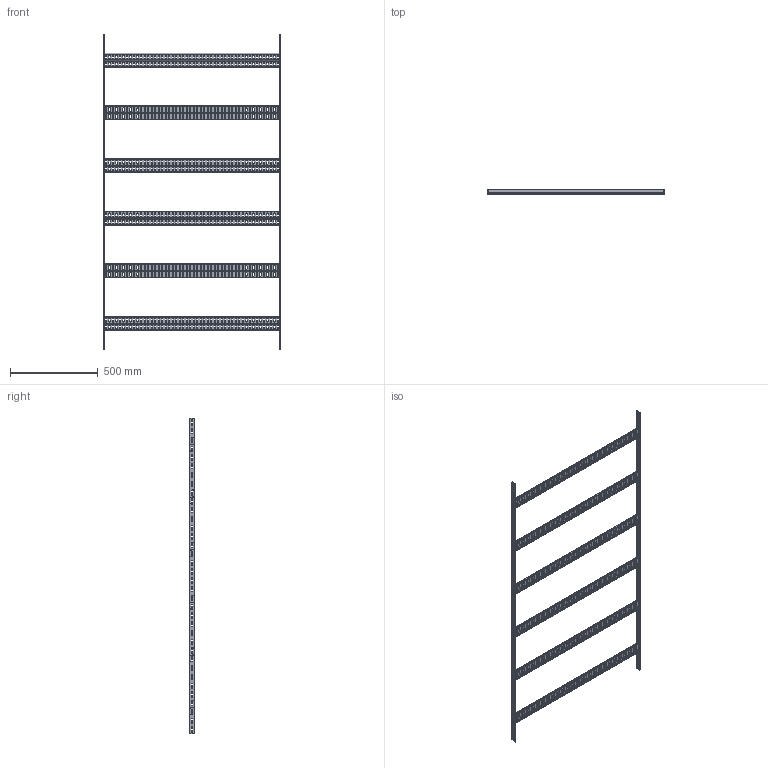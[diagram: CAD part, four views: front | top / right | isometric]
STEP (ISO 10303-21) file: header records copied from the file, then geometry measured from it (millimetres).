
FILE_DESCRIPTION((''),'2;1');
FILE_NAME('403011_ASM','2018-11-07T15:15:36',('tomasz.grudniewski'),(''),'CREO PARAMETRIC BY PTC INC, 2018260','CREO PARAMETRIC BY PTC INC, 2018260','');
FILE_SCHEMA(('CONFIG_CONTROL_DESIGN'));
Length unit declared in the file: millimetre
Products named in the file (3): DOZ_H30_2_3M_PRT; DOCZ_H30_1_1000_PRT; 403011_ASM
Assembly tree (8 placements, depth 2):
  403011_ASM
    DOZ_H30_2_3M_PRT  x2
    DOCZ_H30_1_1000_PRT  x6
Bounding box: 1006 x 30 x 1800 mm (x, y, z)
Volume: 1503856.5 mm3; surface area: 1542795 mm2
Topology: 8 solids, 8 shells, 2936 faces, 8568 edges, 5648 vertices
Faces by surface type: plane 1536, cylinder 1400
Entity records: 20408 total; most frequent: DIRECTION 3506, CARTESIAN_POINT 3479, ORIENTED_EDGE 3464, EDGE_CURVE 1732, AXIS2_PLACEMENT_3D 1171, VECTOR 1164, LINE 1164, VERTEX_POINT 1144
